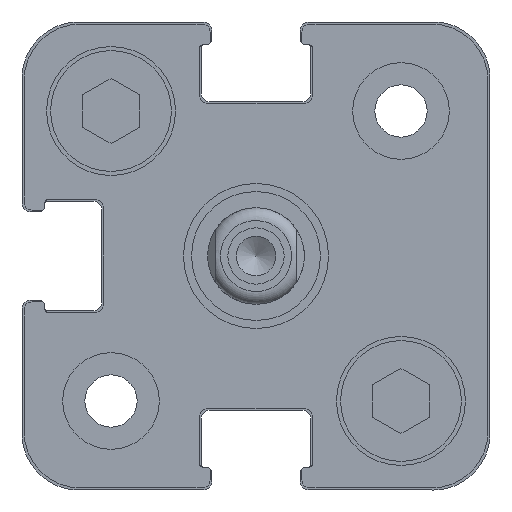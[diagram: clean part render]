
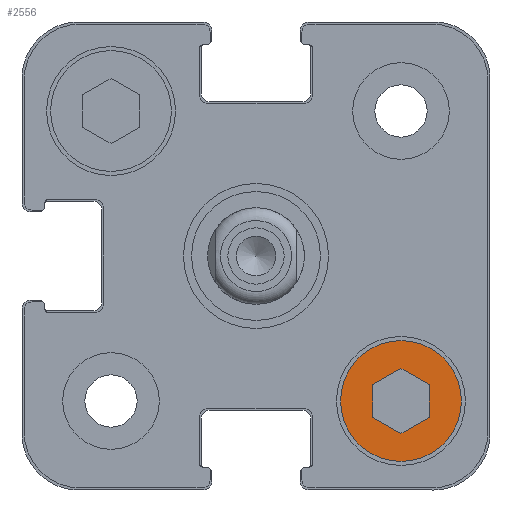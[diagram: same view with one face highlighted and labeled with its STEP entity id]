
A CAD part, front view. The second image highlights one B-rep face of the part: STEP entity #2556.
In plain terms, the highlighted planar face has unit normal (0, -1, 0).
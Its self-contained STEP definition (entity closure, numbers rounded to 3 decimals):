
#1624=CARTESIAN_POINT('',(10.75,-34.,-7.99));
#1625=VERTEX_POINT('',#1624);
#1632=CARTESIAN_POINT('',(9.,-34.,-6.979));
#1633=VERTEX_POINT('',#1632);
#1634=CARTESIAN_POINT('',(9.0,-34.,-6.979));
#1635=DIRECTION('',(0.866,0.0,-0.5));
#1636=VECTOR('',#1635,2.021);
#1637=LINE('',#1634,#1636);
#1638=EDGE_CURVE('',#1633,#1625,#1637,.T.);
#1662=CARTESIAN_POINT('',(10.75,-34.,-10.01));
#1663=VERTEX_POINT('',#1662);
#1670=CARTESIAN_POINT('',(10.75,-34.,-7.99));
#1671=DIRECTION('',(0.0,0.0,-1.0));
#1672=VECTOR('',#1671,2.021);
#1673=LINE('',#1670,#1672);
#1674=EDGE_CURVE('',#1625,#1663,#1673,.T.);
#1693=CARTESIAN_POINT('',(9.0,-34.,-11.021));
#1694=VERTEX_POINT('',#1693);
#1701=CARTESIAN_POINT('',(10.75,-34.,-10.01));
#1702=DIRECTION('',(-0.866,0.0,-0.5));
#1703=VECTOR('',#1702,2.021);
#1704=LINE('',#1701,#1703);
#1705=EDGE_CURVE('',#1663,#1694,#1704,.T.);
#1724=CARTESIAN_POINT('',(7.25,-34.,-10.01));
#1725=VERTEX_POINT('',#1724);
#1732=CARTESIAN_POINT('',(9.0,-34.,-11.021));
#1733=DIRECTION('',(-0.866,0.0,0.5));
#1734=VECTOR('',#1733,2.021);
#1735=LINE('',#1732,#1734);
#1736=EDGE_CURVE('',#1694,#1725,#1735,.T.);
#1755=CARTESIAN_POINT('',(7.25,-34.,-7.99));
#1756=VERTEX_POINT('',#1755);
#1763=CARTESIAN_POINT('',(7.25,-34.,-10.01));
#1764=DIRECTION('',(0.0,0.0,1.0));
#1765=VECTOR('',#1764,2.021);
#1766=LINE('',#1763,#1765);
#1767=EDGE_CURVE('',#1725,#1756,#1766,.T.);
#1785=CARTESIAN_POINT('',(7.25,-34.,-7.99));
#1786=DIRECTION('',(0.866,0.0,0.5));
#1787=VECTOR('',#1786,2.021);
#1788=LINE('',#1785,#1787);
#1789=EDGE_CURVE('',#1756,#1633,#1788,.T.);
#1893=CARTESIAN_POINT('',(12.75,-34.,-9.));
#1894=VERTEX_POINT('',#1893);
#1895=CARTESIAN_POINT('',(9.0,-34.,-9.0));
#1896=DIRECTION('',(0.0,-1.0,0.0));
#1897=DIRECTION('',(-1.0,0.0,0.0));
#1898=AXIS2_PLACEMENT_3D('',#1895,#1896,#1897);
#1899=CIRCLE('',#1898,3.75);
#1900=EDGE_CURVE('',#1894,#1894,#1899,.T.);
#2540=CARTESIAN_POINT('',(-0.728,-34.,0.));
#2541=DIRECTION('',(0.0,1.0,0.0));
#2542=DIRECTION('',(0.0,0.0,1.0));
#2543=AXIS2_PLACEMENT_3D('',#2540,#2541,#2542);
#2544=PLANE('',#2543);
#2545=ORIENTED_EDGE('',*,*,#1900,.T.);
#2546=EDGE_LOOP('',(#2545));
#2547=FACE_OUTER_BOUND('',#2546,.T.);
#2548=ORIENTED_EDGE('',*,*,#1638,.T.);
#2549=ORIENTED_EDGE('',*,*,#1674,.T.);
#2550=ORIENTED_EDGE('',*,*,#1705,.T.);
#2551=ORIENTED_EDGE('',*,*,#1736,.T.);
#2552=ORIENTED_EDGE('',*,*,#1767,.T.);
#2553=ORIENTED_EDGE('',*,*,#1789,.T.);
#2554=EDGE_LOOP('',(#2548,#2549,#2550,#2551,#2552,#2553));
#2555=FACE_BOUND('',#2554,.T.);
#2556=ADVANCED_FACE('',(#2547,#2555),#2544,.F.);
